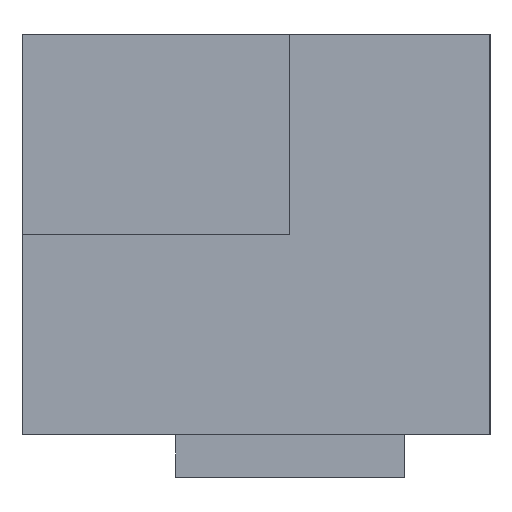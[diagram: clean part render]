
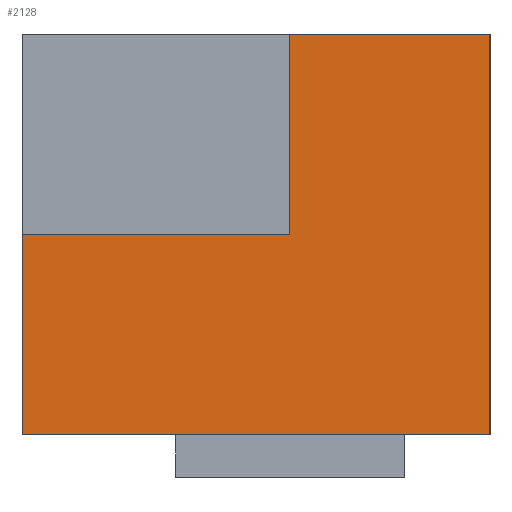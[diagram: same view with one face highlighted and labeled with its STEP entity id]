
A CAD part, left-side view. The second image highlights one B-rep face of the part: STEP entity #2128.
In plain terms, the highlighted planar face has unit normal (-1, 0, 0).
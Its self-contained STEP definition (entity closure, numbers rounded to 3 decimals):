
#66=PLANE('',#2293);
#258=FACE_OUTER_BOUND('',#393,.T.);
#393=EDGE_LOOP('',(#1845,#1846,#1847,#1848,#1849,#1850));
#519=LINE('',#4958,#724);
#523=LINE('',#4965,#728);
#569=LINE('',#5096,#774);
#579=LINE('',#5117,#784);
#580=LINE('',#5119,#785);
#581=LINE('',#5120,#786);
#724=VECTOR('',#2586,10.);
#728=VECTOR('',#2592,10.);
#774=VECTOR('',#2720,10.);
#784=VECTOR('',#2734,10.);
#785=VECTOR('',#2735,10.);
#786=VECTOR('',#2736,10.);
#997=VERTEX_POINT('',#4955);
#998=VERTEX_POINT('',#4957);
#1000=VERTEX_POINT('',#4963);
#1044=VERTEX_POINT('',#5095);
#1053=VERTEX_POINT('',#5116);
#1054=VERTEX_POINT('',#5118);
#1255=EDGE_CURVE('',#998,#997,#519,.T.);
#1259=EDGE_CURVE('',#997,#1000,#523,.T.);
#1321=EDGE_CURVE('',#1044,#998,#569,.T.);
#1331=EDGE_CURVE('',#1053,#1000,#579,.T.);
#1332=EDGE_CURVE('',#1054,#1053,#580,.T.);
#1333=EDGE_CURVE('',#1054,#1044,#581,.T.);
#1845=ORIENTED_EDGE('',*,*,#1331,.F.);
#1846=ORIENTED_EDGE('',*,*,#1332,.F.);
#1847=ORIENTED_EDGE('',*,*,#1333,.T.);
#1848=ORIENTED_EDGE('',*,*,#1321,.T.);
#1849=ORIENTED_EDGE('',*,*,#1255,.T.);
#1850=ORIENTED_EDGE('',*,*,#1259,.T.);
#2128=ADVANCED_FACE('',(#258),#66,.T.);
#2293=AXIS2_PLACEMENT_3D('',#5115,#2732,#2733);
#2586=DIRECTION('',(0.,1.,0.));
#2592=DIRECTION('',(0.,0.,-1.));
#2720=DIRECTION('',(0.,0.,-1.));
#2732=DIRECTION('center_axis',(-1.,0.,0.));
#2733=DIRECTION('ref_axis',(0.,1.,0.));
#2734=DIRECTION('',(0.,1.,0.));
#2735=DIRECTION('',(0.,0.,-1.));
#2736=DIRECTION('',(0.,1.,0.));
#4955=CARTESIAN_POINT('',(-43.,18.75,14.));
#4957=CARTESIAN_POINT('',(-43.,0.,14.));
#4958=CARTESIAN_POINT('',(-43.,-2.313,14.));
#4963=CARTESIAN_POINT('',(-43.,18.75,0.));
#4965=CARTESIAN_POINT('',(-43.,18.75,28.));
#5095=CARTESIAN_POINT('',(-43.,0.,28.));
#5096=CARTESIAN_POINT('',(-43.,0.,20.25));
#5115=CARTESIAN_POINT('Origin',(-43.,-14.,28.));
#5116=CARTESIAN_POINT('',(-43.,-14.,0.));
#5117=CARTESIAN_POINT('',(-43.,-45.,0.));
#5118=CARTESIAN_POINT('',(-43.,-14.,28.));
#5119=CARTESIAN_POINT('',(-43.,-14.,28.));
#5120=CARTESIAN_POINT('',(-43.,10.563,28.));
